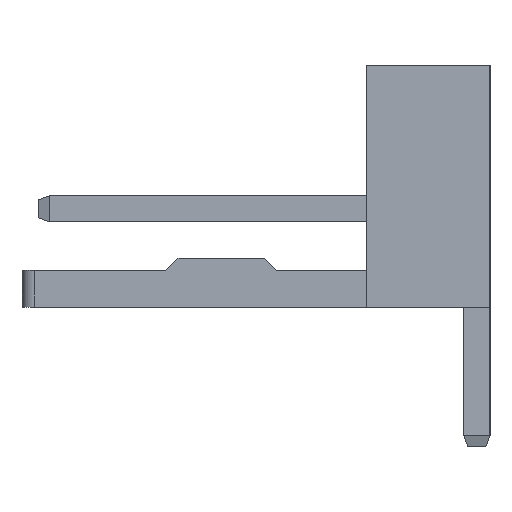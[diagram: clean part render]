
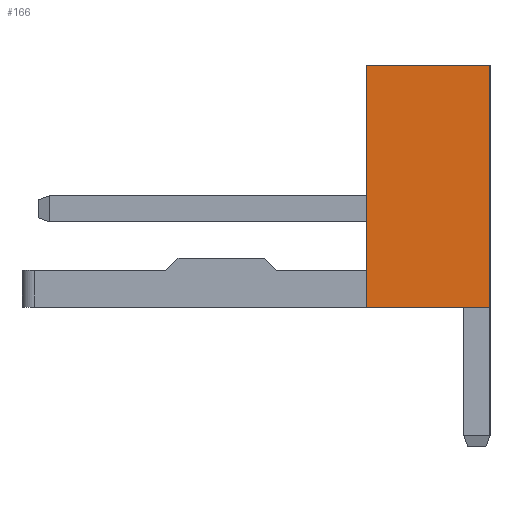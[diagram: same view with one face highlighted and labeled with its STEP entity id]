
A CAD part, left-side view. The second image highlights one B-rep face of the part: STEP entity #166.
In plain terms, the highlighted planar face has unit normal (-1, 0, 0).
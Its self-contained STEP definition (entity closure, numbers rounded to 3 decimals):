
#166=ADVANCED_FACE('',(#4538),#4540,.T.);
#4538=FACE_BOUND('',#4539,.T.);
#4539=EDGE_LOOP('',(#8092,#8093,#8094,#8095));
#4540=PLANE('',#4541);
#4541=AXIS2_PLACEMENT_3D('',#4542,#4543,#4544);
#4542=CARTESIAN_POINT('',(-1.27,-0.32,0.));
#4543=DIRECTION('',(-1.,0.,0.));
#4544=DIRECTION('',(0.,0.,1.));
#8092=ORIENTED_EDGE('',*,*,#10457,.T.);
#8093=ORIENTED_EDGE('',*,*,#10458,.T.);
#8094=ORIENTED_EDGE('',*,*,#10346,.F.);
#8095=ORIENTED_EDGE('',*,*,#10341,.F.);
#10341=EDGE_CURVE('',#11613,#11615,#11616,.T.);
#10346=EDGE_CURVE('',#11615,#11624,#11625,.T.);
#10457=EDGE_CURVE('',#11613,#11833,#11835,.T.);
#10458=EDGE_CURVE('',#11833,#11624,#11836,.T.);
#11613=VERTEX_POINT('',#13713);
#11615=VERTEX_POINT('',#13717);
#11616=LINE('',#13718,#13719);
#11624=VERTEX_POINT('',#13736);
#11625=LINE('',#13737,#13738);
#11833=VERTEX_POINT('',#14165);
#11835=LINE('',#14169,#14170);
#11836=LINE('',#14172,#14173);
#13713=CARTESIAN_POINT('',(-1.27,-0.32,0.));
#13717=CARTESIAN_POINT('',(-1.27,2.68,0.));
#13718=CARTESIAN_POINT('',(-1.27,-0.32,0.));
#13719=VECTOR('',#13720,1.);
#13720=DIRECTION('',(0.,1.,0.));
#13736=CARTESIAN_POINT('',(-1.27,2.68,5.9));
#13737=CARTESIAN_POINT('',(-1.27,2.68,0.));
#13738=VECTOR('',#13739,1.);
#13739=DIRECTION('',(0.,0.,1.));
#14165=CARTESIAN_POINT('',(-1.27,-0.32,5.9));
#14169=CARTESIAN_POINT('',(-1.27,-0.32,0.));
#14170=VECTOR('',#14171,1.);
#14171=DIRECTION('',(0.,0.,1.));
#14172=CARTESIAN_POINT('',(-1.27,-0.32,5.9));
#14173=VECTOR('',#14174,1.);
#14174=DIRECTION('',(0.,1.,0.));
